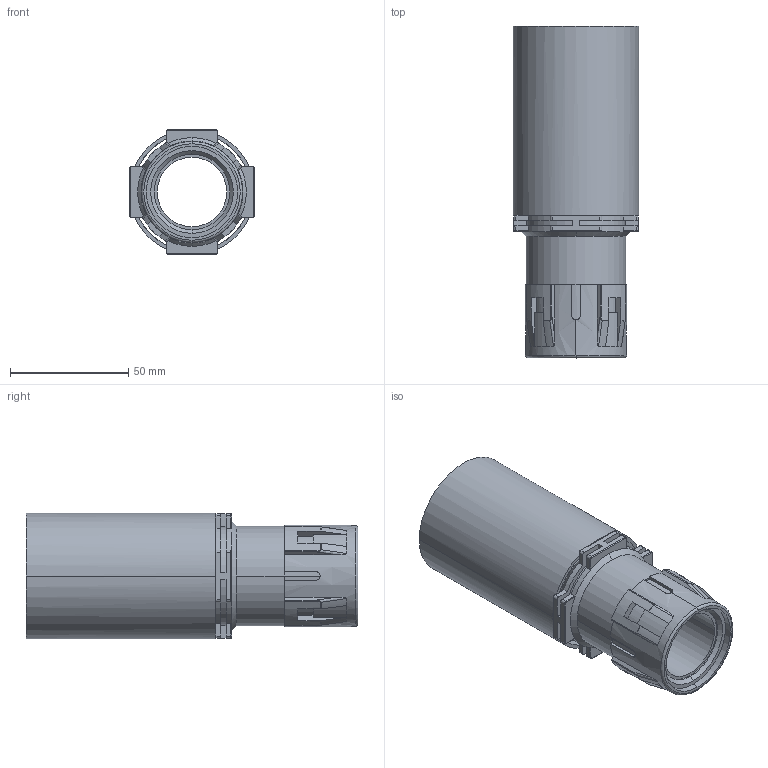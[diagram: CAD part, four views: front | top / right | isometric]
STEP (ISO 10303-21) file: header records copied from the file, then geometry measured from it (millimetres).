
FILE_DESCRIPTION((''),'2;1');
FILE_NAME('PRT0002','2023-10-07T',('13843'),(''),'PRO/ENGINEER BY PARAMETRIC TECHNOLOGY CORPORATION, 2012480','PRO/ENGINEER BY PARAMETRIC TECHNOLOGY CORPORATION, 2012480','');
FILE_SCHEMA(('CONFIG_CONTROL_DESIGN'));
Length unit declared in the file: millimetre
Products named in the file (1): PRT0002
Bounding box: 53 x 140.4 x 53 mm (x, y, z)
Volume: 88324.7 mm3; surface area: 59954.3 mm2
Topology: 1 solids, 1 shells, 274 faces, 726 edges, 446 vertices
Faces by surface type: plane 107, cylinder 94, torus 27, bspline 24, cone 20, sphere 2
Entity records: 12620 total; most frequent: CARTESIAN_POINT 3712, ORIENTED_EDGE 1448, DIRECTION 1382, PRESENTATION_STYLE_ASSIGNMENT 725, STYLED_ITEM 725, CURVE_STYLE 724, EDGE_CURVE 724, AXIS2_PLACEMENT_3D 539
